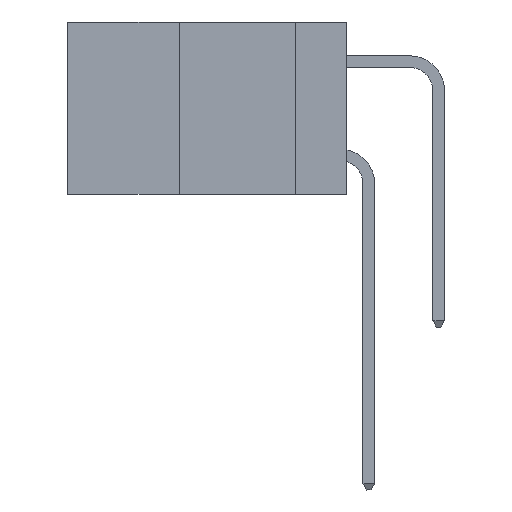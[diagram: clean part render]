
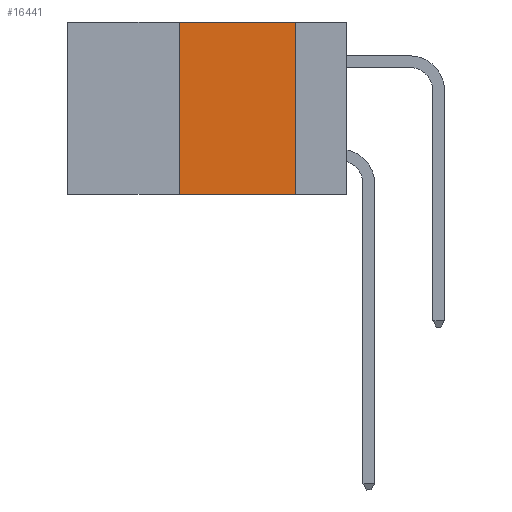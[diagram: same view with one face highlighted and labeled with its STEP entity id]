
A CAD part, left-side view. The second image highlights one B-rep face of the part: STEP entity #16441.
In plain terms, the highlighted planar face has unit normal (-1, 0, 0).
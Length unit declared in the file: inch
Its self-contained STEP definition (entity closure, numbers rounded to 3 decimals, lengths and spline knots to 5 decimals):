
#477 = FACE_OUTER_BOUND ( 'NONE', #22788, .T. ) ;
#518 = CARTESIAN_POINT ( 'NONE',  ( 0., 0.36, 0. ) ) ;
#918 = CARTESIAN_POINT ( 'NONE',  ( 0., 0.11, 0. ) ) ;
#2373 = ORIENTED_EDGE ( 'NONE', *, *, #6308, .F. ) ;
#2805 = DIRECTION ( 'NONE',  ( 0., 0., -1. ) ) ;
#3016 = CARTESIAN_POINT ( 'NONE',  ( 0., 0.6, -0.37 ) ) ;
#3114 = LINE ( 'NONE', #3016, #7533 ) ;
#4406 = EDGE_CURVE ( 'NONE', #12772, #22288, #3114, .T. ) ;
#4549 = PLANE ( 'NONE',  #10266 ) ;
#4839 = VERTEX_POINT ( 'NONE', #518 ) ;
#5660 = EDGE_CURVE ( 'NONE', #12772, #4839, #11019, .T. ) ;
#6176 = ORIENTED_EDGE ( 'NONE', *, *, #10734, .F. ) ;
#6308 = EDGE_CURVE ( 'NONE', #4839, #7520, #23213, .T. ) ;
#6442 = DIRECTION ( 'NONE',  ( 1., 0., 0. ) ) ;
#6780 = DIRECTION ( 'NONE',  ( 0., -1., 0. ) ) ;
#7520 = VERTEX_POINT ( 'NONE', #8008 ) ;
#7533 = VECTOR ( 'NONE', #20029, 39.37008 ) ;
#8008 = CARTESIAN_POINT ( 'NONE',  ( 0., 0.11, 0. ) ) ;
#8547 = ORIENTED_EDGE ( 'NONE', *, *, #4406, .T. ) ;
#8614 = CARTESIAN_POINT ( 'NONE',  ( 0., 0.36, 0. ) ) ;
#10266 = AXIS2_PLACEMENT_3D ( 'NONE', #17878, #6442, #19715 ) ;
#10734 = EDGE_CURVE ( 'NONE', #7520, #22288, #22439, .T. ) ;
#11019 = LINE ( 'NONE', #8614, #20478 ) ;
#12476 = DIRECTION ( 'NONE',  ( 0., 0., 1. ) ) ;
#12772 = VERTEX_POINT ( 'NONE', #21477 ) ;
#12778 = VECTOR ( 'NONE', #6780, 39.37008 ) ;
#16441 = ADVANCED_FACE ( 'NONE', ( #477 ), #4549, .F. ) ;
#17036 = VECTOR ( 'NONE', #2805, 39.37008 ) ;
#17878 = CARTESIAN_POINT ( 'NONE',  ( 0., 0.6, 0. ) ) ;
#18187 = CARTESIAN_POINT ( 'NONE',  ( 0., 0.6, 0. ) ) ;
#19715 = DIRECTION ( 'NONE',  ( 0., 0., -1. ) ) ;
#20029 = DIRECTION ( 'NONE',  ( 0., -1., 0. ) ) ;
#20304 = CARTESIAN_POINT ( 'NONE',  ( 0., 0.11, -0.37 ) ) ;
#20478 = VECTOR ( 'NONE', #12476, 39.37008 ) ;
#21477 = CARTESIAN_POINT ( 'NONE',  ( 0., 0.36, -0.37 ) ) ;
#22288 = VERTEX_POINT ( 'NONE', #20304 ) ;
#22439 = LINE ( 'NONE', #918, #17036 ) ;
#22788 = EDGE_LOOP ( 'NONE', ( #6176, #2373, #22916, #8547 ) ) ;
#22916 = ORIENTED_EDGE ( 'NONE', *, *, #5660, .F. ) ;
#23213 = LINE ( 'NONE', #18187, #12778 ) ;
